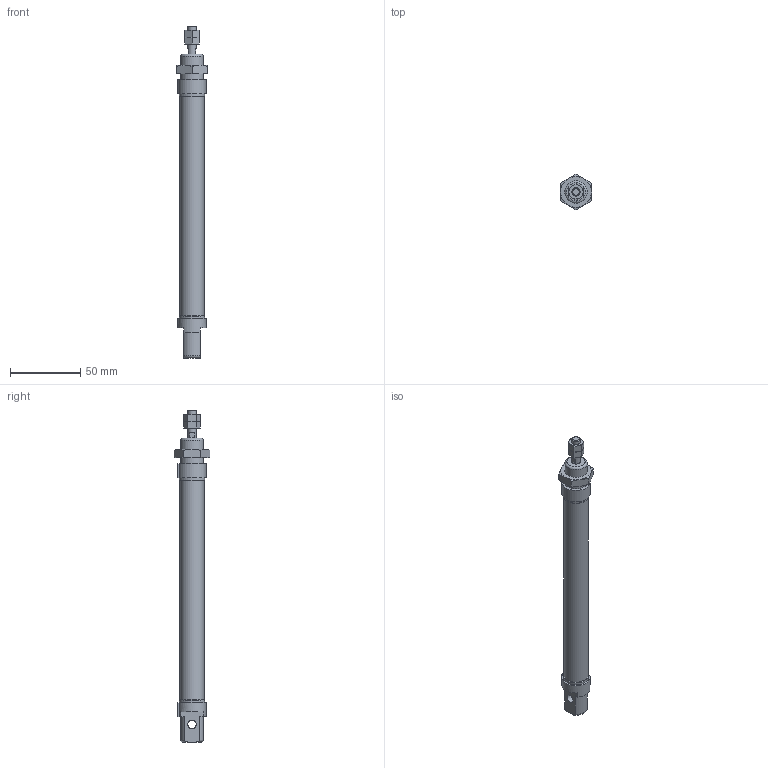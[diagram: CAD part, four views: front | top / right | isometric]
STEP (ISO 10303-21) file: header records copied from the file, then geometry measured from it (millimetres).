
FILE_DESCRIPTION( ( 'STEP AP203' ), '1' );
FILE_NAME( 'MCMI-11-16-125_POS_0.stp', '2021-01-26T16:41:20', ( 'License CC BY-ND 4.0' ), ( 'CADENAS' ), ' ', 'PARTsolutions', ' ' );
FILE_SCHEMA( ( 'CONFIG_CONTROL_DESIGN' ) );
Length unit declared in the file: millimetre
Products named in the file (5): MCMI-11-16-125_POS_0; _MCMI-11-16-125-0_(0_b); _MCMI-11-16-125-0_(0_r); _MCMI-16_n; _MCMI-16_n2
Assembly tree (5 placements, depth 2):
  MCMI-11-16-125_POS_0
    _MCMI-11-16-125-0_(0_b)
    _MCMI-11-16-125-0_(0_r)
    _MCMI-16_n  x2
    _MCMI-16_n2
Bounding box: 22 x 25.4 x 235.5 mm (x, y, z)
Volume: 30502.1 mm3; surface area: 28595.4 mm2
Topology: 5 solids, 5 shells, 128 faces, 280 edges, 171 vertices
Faces by surface type: plane 54, cone 49, cylinder 22, torus 3
Full cylindrical faces by diameter (mm): 4.134 x2, 4.917 x2, 6 x3, 14.376 x1, 16 x3, 17.2 x1, 18 x2
Entity records: 3020 total; most frequent: CARTESIAN_POINT 703, DIRECTION 454, ORIENTED_EDGE 396, EDGE_CURVE 198, AXIS2_PLACEMENT_3D 197, EDGE_LOOP 146, VERTEX_POINT 138, FACE_OUTER_BOUND 119
